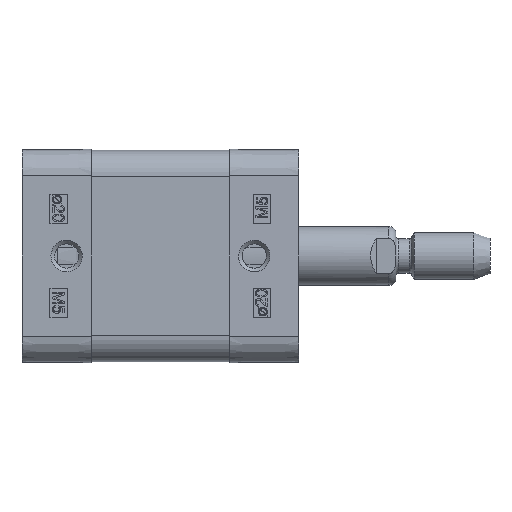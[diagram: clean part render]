
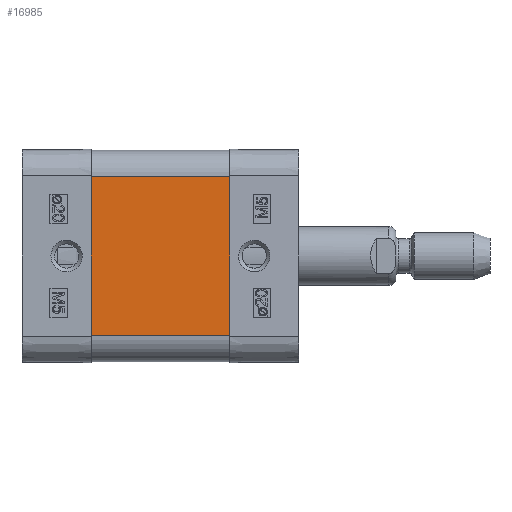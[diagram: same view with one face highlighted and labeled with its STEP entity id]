
A CAD part, left-side view. The second image highlights one B-rep face of the part: STEP entity #16985.
In plain terms, the highlighted planar face has unit normal (-1, 0, 0).
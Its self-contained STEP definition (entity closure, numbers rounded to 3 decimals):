
#16471=CARTESIAN_POINT('',(-18.,-11.75,13.5));
#16472=VERTEX_POINT('',#16471);
#16480=CARTESIAN_POINT('',(-18.,-11.75,-13.5));
#16481=VERTEX_POINT('',#16480);
#16482=CARTESIAN_POINT('',(-18.,-11.75,-13.5));
#16483=DIRECTION('',(0.0,0.0,1.0));
#16484=VECTOR('',#16483,27.0);
#16485=LINE('',#16482,#16484);
#16486=EDGE_CURVE('',#16481,#16472,#16485,.T.);
#16955=CARTESIAN_POINT('',(-18.,0.0,13.5));
#16956=DIRECTION('',(-1.0,0.0,0.0));
#16957=DIRECTION('',(0.0,0.0,1.0));
#16958=AXIS2_PLACEMENT_3D('',#16955,#16956,#16957);
#16959=PLANE('',#16958);
#16960=CARTESIAN_POINT('',(-18.,11.75,13.5));
#16961=VERTEX_POINT('',#16960);
#16962=CARTESIAN_POINT('',(-18.,11.75,-13.5));
#16963=VERTEX_POINT('',#16962);
#16964=CARTESIAN_POINT('',(-18.,11.75,13.5));
#16965=DIRECTION('',(0.0,0.0,-1.0));
#16966=VECTOR('',#16965,27.0);
#16967=LINE('',#16964,#16966);
#16968=EDGE_CURVE('',#16961,#16963,#16967,.T.);
#16969=ORIENTED_EDGE('',*,*,#16968,.T.);
#16970=CARTESIAN_POINT('',(-18.,11.75,-13.5));
#16971=DIRECTION('',(0.0,-1.0,0.0));
#16972=VECTOR('',#16971,23.5);
#16973=LINE('',#16970,#16972);
#16974=EDGE_CURVE('',#16963,#16481,#16973,.T.);
#16975=ORIENTED_EDGE('',*,*,#16974,.T.);
#16976=ORIENTED_EDGE('',*,*,#16486,.T.);
#16977=CARTESIAN_POINT('',(-18.,11.75,13.5));
#16978=DIRECTION('',(0.0,-1.0,0.0));
#16979=VECTOR('',#16978,23.5);
#16980=LINE('',#16977,#16979);
#16981=EDGE_CURVE('',#16961,#16472,#16980,.T.);
#16982=ORIENTED_EDGE('',*,*,#16981,.F.);
#16983=EDGE_LOOP('',(#16969,#16975,#16976,#16982));
#16984=FACE_OUTER_BOUND('',#16983,.T.);
#16985=ADVANCED_FACE('',(#16984),#16959,.T.);
